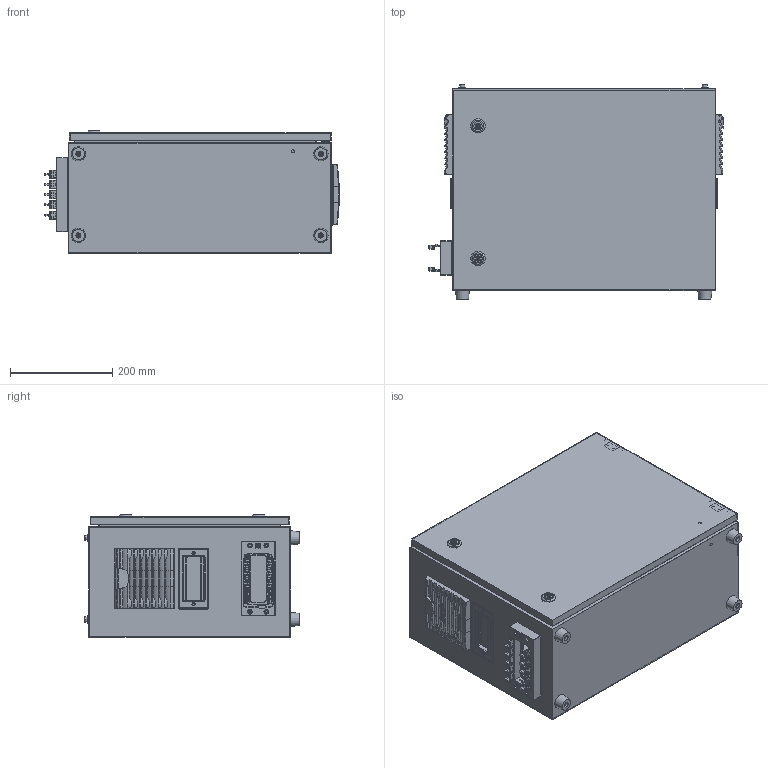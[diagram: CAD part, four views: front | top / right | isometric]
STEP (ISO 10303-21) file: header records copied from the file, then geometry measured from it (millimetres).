
FILE_DESCRIPTION(/* description */ (''),/* implementation_level */ '2;1');
FILE_NAME(/* name */ 'M-Steel Case_201223.stp',/* time_stamp */ '2020-12-23T14:16:25+09:00',/* author */ (''),/* organization */ (''),/* preprocessor_version */ 'ST-DEVELOPER v16',/* originating_system */ 'SIEMENS PLM Software NX 11.0',/* authorisation */ '');
FILE_SCHEMA (('AUTOMOTIVE_DESIGN { 1 0 10303 214 3 1 1 1 }'));
Products named in the file (1): model1
Bounding box: 576.99 x 422 x 240.3 mm (x, y, z)
Volume: 1714505.4 mm3; surface area: 1969091.7 mm2
Topology: 55 solids, 55 shells, 3441 faces, 8971 edges, 5733 vertices
Faces by surface type: plane 1834, cylinder 1095, torus 253, cone 201, sphere 50, bspline 8
Full cylindrical faces by diameter (mm): 2 x5, 3 x3, 3.242 x4, 3.571 x2, 4 x18, 4.5 x4, 4.6 x4, 5 x16, 5.5 x3, 6 x14, 6.1 x4, 7 x8, 7.2 x1, 8 x8, 8.25 x4, 9.9 x6, 10 x15, 11 x4, 12 x8, 12.8 x3, 13.5 x3, 14 x4, 15.2 x3, 16 x3, 16.1 x3, 19.8 x3, 22 x3, 28 x3
Entity records: 109359 total; most frequent: CARTESIAN_POINT 22453, DIRECTION 17621, ORIENTED_EDGE 17238, EDGE_CURVE 8619, AXIS2_PLACEMENT_3D 6174, VERTEX_POINT 5674, LINE 5273, VECTOR 5273
